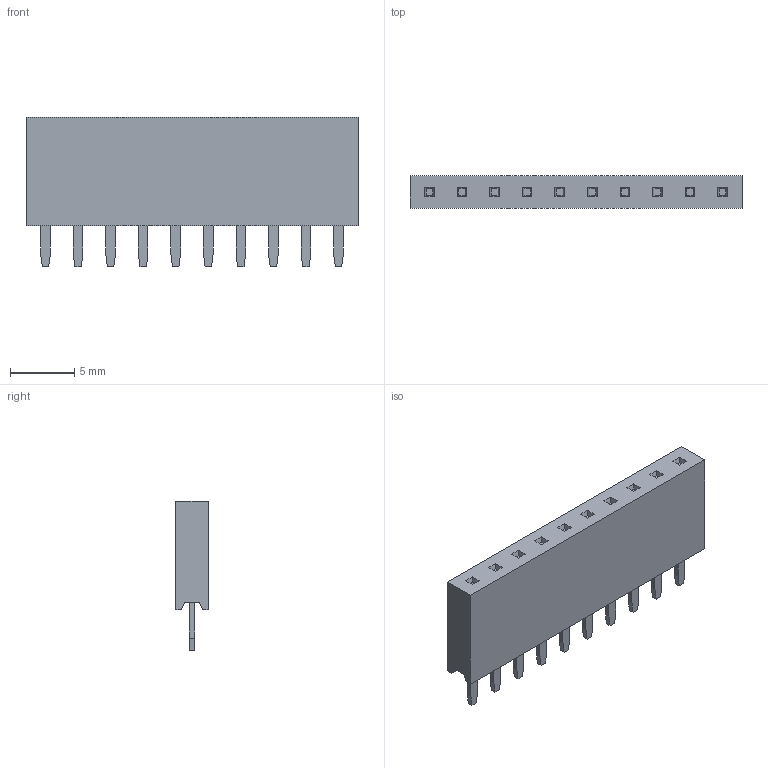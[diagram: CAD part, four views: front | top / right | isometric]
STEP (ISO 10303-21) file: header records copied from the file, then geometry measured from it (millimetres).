
FILE_DESCRIPTION( ( '' ), ' ' );
FILE_NAME( '59251f6e07d2250fc106b948.step', '2017-05-24T05:51:43', ( '' ), ( '' ), ' ', ' ', ' ' );
FILE_SCHEMA( ( 'AUTOMOTIVE_DESIGN { 1 0 10303 214 1 1 1 1 }' ) );
Length unit declared in the file: metre
Products named in the file (1): Open CASCADE STEP translator 6.8 1
Bounding box: 25.9 x 2.54 x 11.7 mm (x, y, z)
Volume: 546.7 mm3; surface area: 726.1 mm2
Topology: 1 solids, 1 shells, 130 faces, 324 edges, 216 vertices
Faces by surface type: plane 130
Entity records: 6464 total; most frequent: CARTESIAN_POINT 671, ORIENTED_EDGE 648, DIRECTION 586, STYLED_ITEM 454, PRESENTATION_STYLE_ASSIGNMENT 454, COLOUR_RGB 454, EDGE_CURVE 324, CURVE_STYLE 324
